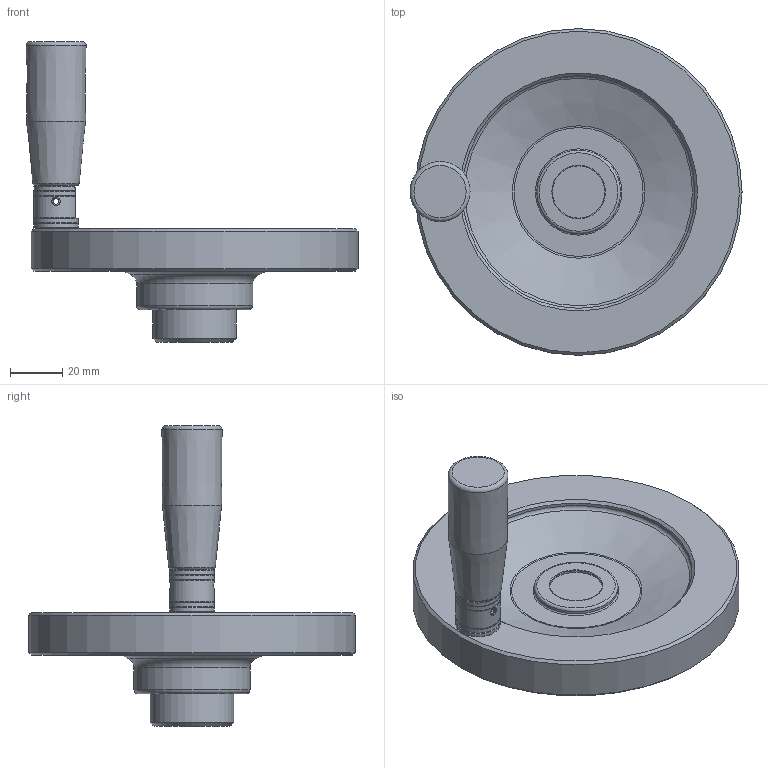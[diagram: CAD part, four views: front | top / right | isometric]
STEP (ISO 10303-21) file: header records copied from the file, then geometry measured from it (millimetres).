
FILE_DESCRIPTION( ( 'Unknown' ), '1' );
FILE_NAME( '7117005_VPR125_MR.stp', 'Unknown', ( 'Unknown' ), ( 'Unknown' ), 'PSStep 11.0', 'Unknown', ' ' );
FILE_SCHEMA( ( 'AUTOMOTIVE_DESIGN { 1 0 10303 214 1 1 1 1 }' ) );
Length unit declared in the file: millimetre
Products named in the file (1): 1831027
Bounding box: 126.99 x 125 x 115 mm (x, y, z)
Volume: 185860.3 mm3; surface area: 46782.6 mm2
Topology: 1 solids, 3 shells, 157 faces, 386 edges, 233 vertices
Faces by surface type: plane 63, cylinder 35, cone 34, torus 14, bspline 8, sphere 3
Full cylindrical faces by diameter (mm): 2.2 x1, 3.2 x2, 3.5 x1, 4.134 x1, 5 x1, 6 x1, 6.4 x2, 6.5 x1, 6.647 x1, 8.2 x1, 9 x1, 10 x1, 10.7 x1, 12.15 x1, 17 x2, 20 x1, 32 x2, 44.4 x1, 89 x1, 125 x1
Entity records: 7569 total; most frequent: CARTESIAN_POINT 3075, DIRECTION 689, ORIENTED_EDGE 576, AXIS2_PLACEMENT_3D 296, EDGE_CURVE 288, EDGE_LOOP 237, VERTEX_POINT 200, FACE_OUTER_BOUND 192
